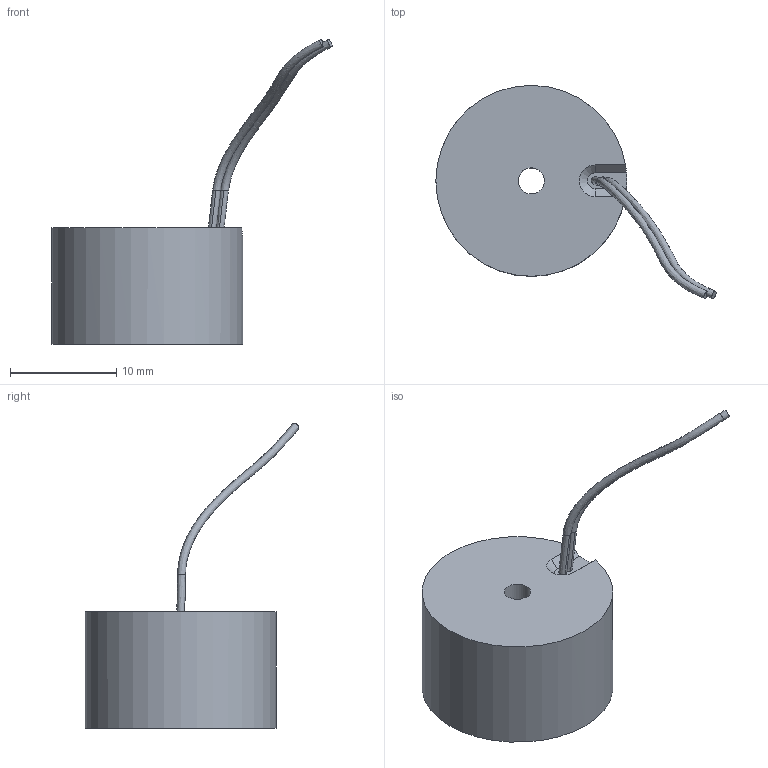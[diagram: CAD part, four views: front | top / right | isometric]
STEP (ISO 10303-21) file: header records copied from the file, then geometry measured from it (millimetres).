
FILE_DESCRIPTION(/* description */ ('HEPM-EM-D018-011-SW','CAx-IF Rec.Pracs.---Representation and Presentation of Product Manufacturing Information (PMI)---4.0---2014-10-13'),/* implementation_level */ '2;1');
FILE_NAME(/* name */ 'GM17801.ipt.stp',/* time_stamp */ '2022-09-13T11:51:20+02:00',/* author */ ('GS'),/* organization */ ('Goudsmit Magnetics'),/* preprocessor_version */ 'ST-DEVELOPER v18.1',/* originating_system */ 'Autodesk Inventor 2021',/* authorisation */ '');
FILE_SCHEMA (('AP242_MANAGED_MODEL_BASED_3D_ENGINEERING_MIM_LF { 1 0 10303 442 1 1 4 }'));
Length unit declared in the file: millimetre
Products named in the file (1): GM17801
Bounding box: 26.42 x 20.13 x 28.73 mm (x, y, z)
Volume: 2729.8 mm3; surface area: 2598 mm2
Topology: 1 solids, 1 shells, 24 faces, 51 edges, 32 vertices
Faces by surface type: plane 11, bspline 6, cylinder 6, cone 1
Full cylindrical faces by diameter (mm): 2.459 x1, 8 x1, 8.1 x1, 16 x1, 16.1 x1, 18 x1
Entity records: 1240 total; most frequent: CARTESIAN_POINT 520, DIRECTION 140, ORIENTED_EDGE 102, AXIS2_PLACEMENT_3D 62, EDGE_CURVE 51, CIRCLE 34, VERTEX_POINT 32, STYLED_ITEM 32
